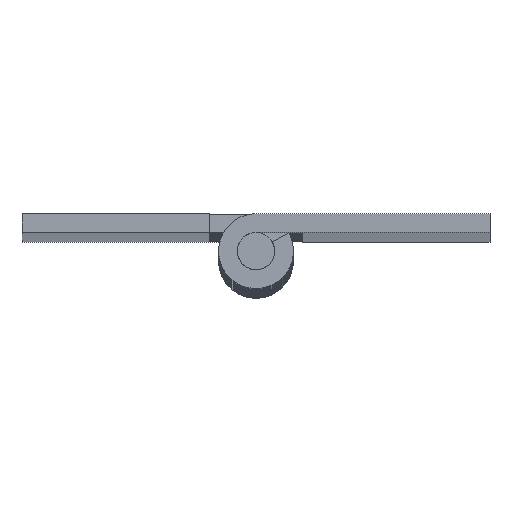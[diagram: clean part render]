
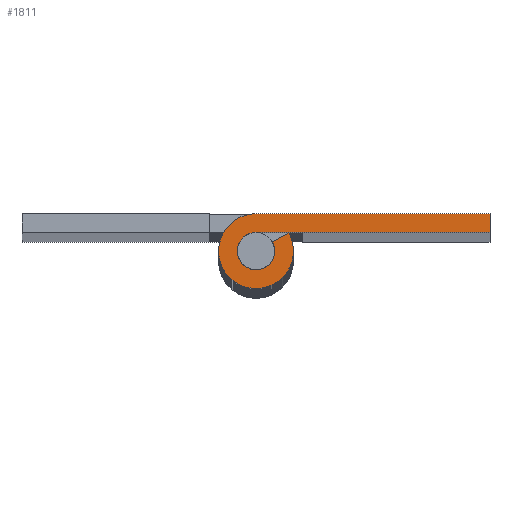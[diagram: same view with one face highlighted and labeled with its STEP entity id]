
A CAD part, top view. The second image highlights one B-rep face of the part: STEP entity #1811.
In plain terms, the highlighted free-form (B-spline) face has degree [1, 1] with [2, 2] control points.
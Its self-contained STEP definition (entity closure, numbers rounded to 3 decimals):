
#1734=CARTESIAN_POINT('',(-5.388,4.4,600.0));
#1735=CARTESIAN_POINT('',(26.446,4.4,600.0));
#1736=CARTESIAN_POINT('',(-5.388,-4.399,600.0));
#1737=CARTESIAN_POINT('',(26.446,-4.399,600.0));
#1738=B_SPLINE_SURFACE_WITH_KNOTS('',1,1,((#1734,#1736),(#1735,#1737)),.UNSPECIFIED.,.F.,.F.,.U.,(2,2),(2,2),(0.0,31.834),(0.0,8.799),.UNSPECIFIED.);
#1739=CARTESIAN_POINT('',(0.,2.0,600.0));
#1740=VERTEX_POINT('',#1739);
#1741=CARTESIAN_POINT('',(25.0,2.0,600.0));
#1742=VERTEX_POINT('',#1741);
#1743=CARTESIAN_POINT('',(0.,2.0,600.0));
#1744=CARTESIAN_POINT('',(25.0,2.0,600.0));
#1745=QUASI_UNIFORM_CURVE('',1,(#1743,#1744),.UNSPECIFIED.,.F.,.U.);
#1746=EDGE_CURVE('',#1740,#1742,#1745,.T.);
#1747=ORIENTED_EDGE('',*,*,#1746,.T.);
#1748=CARTESIAN_POINT('',(25.0,4.0,600.0));
#1749=VERTEX_POINT('',#1748);
#1750=CARTESIAN_POINT('',(25.0,2.0,600.0));
#1751=CARTESIAN_POINT('',(25.0,4.0,600.0));
#1752=QUASI_UNIFORM_CURVE('',1,(#1750,#1751),.UNSPECIFIED.,.F.,.U.);
#1753=EDGE_CURVE('',#1742,#1749,#1752,.T.);
#1754=ORIENTED_EDGE('',*,*,#1753,.T.);
#1755=CARTESIAN_POINT('',(0.0,4.0,600.0));
#1756=VERTEX_POINT('',#1755);
#1757=CARTESIAN_POINT('',(25.0,4.0,600.0));
#1758=CARTESIAN_POINT('',(0.0,4.0,600.0));
#1759=QUASI_UNIFORM_CURVE('',1,(#1757,#1758),.UNSPECIFIED.,.F.,.U.);
#1760=EDGE_CURVE('',#1749,#1756,#1759,.T.);
#1761=ORIENTED_EDGE('',*,*,#1760,.T.);
#1762=CARTESIAN_POINT('',(3.492,1.95,600.0));
#1763=VERTEX_POINT('',#1762);
#1764=CARTESIAN_POINT('',(0.0,4.0,600.0));
#1765=CARTESIAN_POINT('',(-3.058,4.,600.0));
#1766=CARTESIAN_POINT('',(-3.86,1.049,600.0));
#1767=CARTESIAN_POINT('',(-4.662,-1.902,600.0));
#1768=CARTESIAN_POINT('',(-2.025,-3.45,600.0));
#1769=CARTESIAN_POINT('',(0.612,-4.998,600.0));
#1770=CARTESIAN_POINT('',(2.798,-2.859,600.0));
#1771=CARTESIAN_POINT('',(4.983,-0.72,600.0));
#1772=CARTESIAN_POINT('',(3.492,1.95,600.0));
#1780=(BOUNDED_CURVE()B_SPLINE_CURVE(2,(#1764,#1765,#1766,#1767,#1768,#1769,#1770,#1771,#1772),.UNSPECIFIED.,.F.,.U.)B_SPLINE_CURVE_WITH_KNOTS((3,2,2,2,3),(0.0,0.25,0.5,0.75,1.0),.UNSPECIFIED.)CURVE()GEOMETRIC_REPRESENTATION_ITEM()RATIONAL_B_SPLINE_CURVE((1.0,0.794,1.0,0.794,1.0,0.794,1.0,0.794,1.0))REPRESENTATION_ITEM(''));
#1781=EDGE_CURVE('',#1756,#1763,#1780,.T.);
#1782=ORIENTED_EDGE('',*,*,#1781,.T.);
#1783=CARTESIAN_POINT('',(1.746,0.975,600.0));
#1784=VERTEX_POINT('',#1783);
#1785=CARTESIAN_POINT('',(3.492,1.95,600.0));
#1786=CARTESIAN_POINT('',(1.746,0.975,600.0));
#1787=QUASI_UNIFORM_CURVE('',1,(#1785,#1786),.UNSPECIFIED.,.F.,.U.);
#1788=EDGE_CURVE('',#1763,#1784,#1787,.T.);
#1789=ORIENTED_EDGE('',*,*,#1788,.T.);
#1790=CARTESIAN_POINT('',(0.0,2.0,600.0));
#1791=CARTESIAN_POINT('',(-1.529,2.,600.0));
#1792=CARTESIAN_POINT('',(-1.93,0.525,600.0));
#1793=CARTESIAN_POINT('',(-2.331,-0.951,600.0));
#1794=CARTESIAN_POINT('',(-1.012,-1.725,600.0));
#1795=CARTESIAN_POINT('',(0.306,-2.499,600.0));
#1796=CARTESIAN_POINT('',(1.399,-1.429,600.0));
#1797=CARTESIAN_POINT('',(2.492,-0.36,600.0));
#1798=CARTESIAN_POINT('',(1.746,0.975,600.0));
#1806=(BOUNDED_CURVE()B_SPLINE_CURVE(2,(#1790,#1791,#1792,#1793,#1794,#1795,#1796,#1797,#1798),.UNSPECIFIED.,.F.,.U.)B_SPLINE_CURVE_WITH_KNOTS((3,2,2,2,3),(0.0,0.25,0.5,0.75,1.0),.UNSPECIFIED.)CURVE()GEOMETRIC_REPRESENTATION_ITEM()RATIONAL_B_SPLINE_CURVE((1.0,0.794,1.0,0.794,1.0,0.794,1.0,0.794,1.0))REPRESENTATION_ITEM(''));
#1807=EDGE_CURVE('',#1740,#1784,#1806,.T.);
#1808=ORIENTED_EDGE('',*,*,#1807,.F.);
#1809=EDGE_LOOP('',(#1747,#1754,#1761,#1782,#1789,#1808));
#1810=FACE_OUTER_BOUND('',#1809,.T.);
#1811=ADVANCED_FACE('',(#1810),#1738,.F.);
